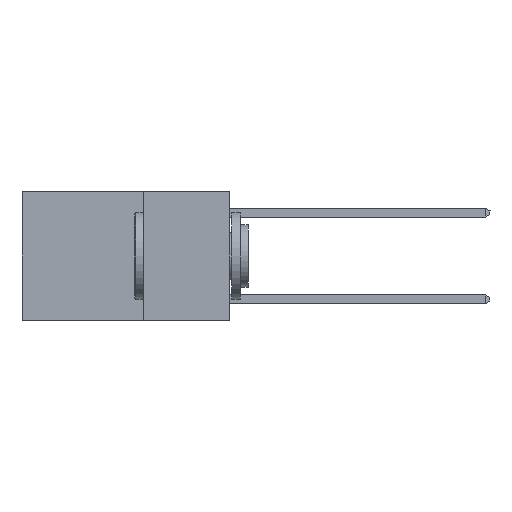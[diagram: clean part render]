
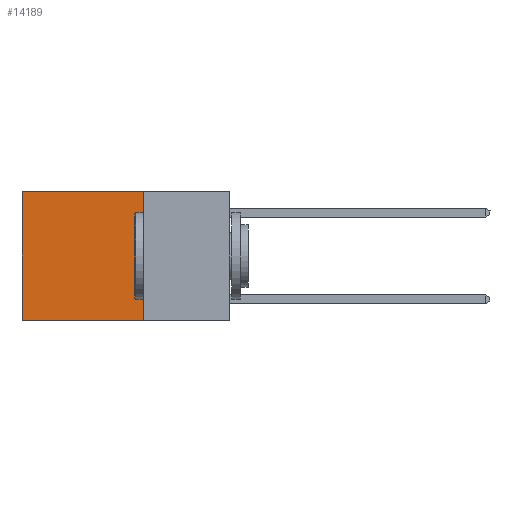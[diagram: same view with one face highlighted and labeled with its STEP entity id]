
A CAD part, left-side view. The second image highlights one B-rep face of the part: STEP entity #14189.
In plain terms, the highlighted planar face has unit normal (-1, 0, 0).
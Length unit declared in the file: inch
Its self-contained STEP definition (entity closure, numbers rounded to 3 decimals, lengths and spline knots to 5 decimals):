
#1508 = LINE ( 'NONE', #7669, #3042 ) ;
#1766 = ORIENTED_EDGE ( 'NONE', *, *, #19059, .F. ) ;
#1840 = PLANE ( 'NONE',  #2379 ) ;
#2271 = DIRECTION ( 'NONE',  ( 0., 0., -1. ) ) ;
#2379 = AXIS2_PLACEMENT_3D ( 'NONE', #11943, #7813, #17969 ) ;
#2423 = EDGE_LOOP ( 'NONE', ( #7613, #12696, #1766, #21328 ) ) ;
#3042 = VECTOR ( 'NONE', #9676, 39.37008 ) ;
#4009 = CARTESIAN_POINT ( 'NONE',  ( 0.2625, 0.25, 0. ) ) ;
#5851 = VECTOR ( 'NONE', #7968, 39.37008 ) ;
#6864 = VERTEX_POINT ( 'NONE', #14689 ) ;
#7613 = ORIENTED_EDGE ( 'NONE', *, *, #10908, .T. ) ;
#7669 = CARTESIAN_POINT ( 'NONE',  ( 0.2625, 0.25, -0.37 ) ) ;
#7813 = DIRECTION ( 'NONE',  ( 1., 0., 0. ) ) ;
#7884 = VECTOR ( 'NONE', #2271, 39.37008 ) ;
#7968 = DIRECTION ( 'NONE',  ( 0., 1., 0. ) ) ;
#9676 = DIRECTION ( 'NONE',  ( 0., 1., 0. ) ) ;
#10651 = VECTOR ( 'NONE', #16739, 39.37008 ) ;
#10908 = EDGE_CURVE ( 'NONE', #17508, #6864, #19806, .T. ) ;
#11943 = CARTESIAN_POINT ( 'NONE',  ( 0.2625, 0.25, 0. ) ) ;
#12178 = CARTESIAN_POINT ( 'NONE',  ( 0.2625, 0.25, 0. ) ) ;
#12624 = VERTEX_POINT ( 'NONE', #12178 ) ;
#12696 = ORIENTED_EDGE ( 'NONE', *, *, #19842, .F. ) ;
#14189 = ADVANCED_FACE ( 'NONE', ( #22512 ), #1840, .F. ) ;
#14282 = VERTEX_POINT ( 'NONE', #25828 ) ;
#14565 = CARTESIAN_POINT ( 'NONE',  ( 0.2625, 0.25, 0. ) ) ;
#14689 = CARTESIAN_POINT ( 'NONE',  ( 0.2625, 0.6, -0.37 ) ) ;
#16521 = LINE ( 'NONE', #4009, #5851 ) ;
#16739 = DIRECTION ( 'NONE',  ( 0., 0., -1. ) ) ;
#17508 = VERTEX_POINT ( 'NONE', #20963 ) ;
#17969 = DIRECTION ( 'NONE',  ( 0., 0., -1. ) ) ;
#19059 = EDGE_CURVE ( 'NONE', #12624, #14282, #21944, .T. ) ;
#19806 = LINE ( 'NONE', #24267, #7884 ) ;
#19842 = EDGE_CURVE ( 'NONE', #14282, #6864, #1508, .T. ) ;
#20963 = CARTESIAN_POINT ( 'NONE',  ( 0.2625, 0.6, 0. ) ) ;
#21328 = ORIENTED_EDGE ( 'NONE', *, *, #21621, .T. ) ;
#21621 = EDGE_CURVE ( 'NONE', #12624, #17508, #16521, .T. ) ;
#21944 = LINE ( 'NONE', #14565, #10651 ) ;
#22512 = FACE_OUTER_BOUND ( 'NONE', #2423, .T. ) ;
#24267 = CARTESIAN_POINT ( 'NONE',  ( 0.2625, 0.6, 0. ) ) ;
#25828 = CARTESIAN_POINT ( 'NONE',  ( 0.2625, 0.25, -0.37 ) ) ;
